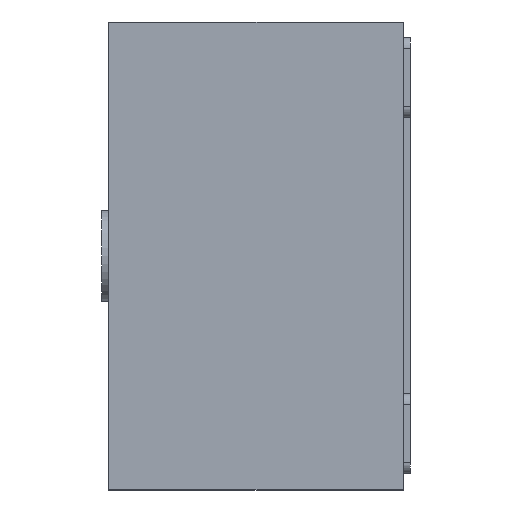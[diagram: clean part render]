
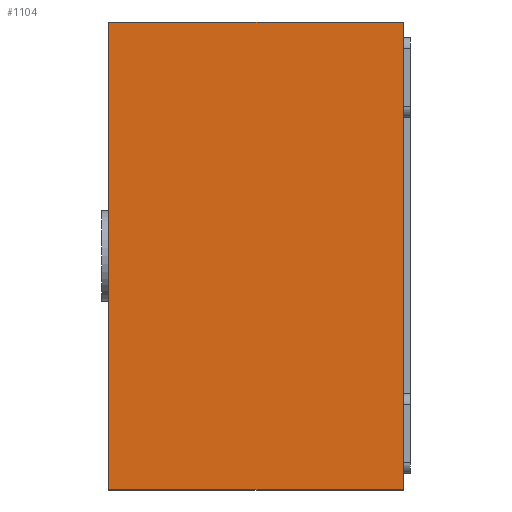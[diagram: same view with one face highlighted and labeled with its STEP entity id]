
A CAD part, left-side view. The second image highlights one B-rep face of the part: STEP entity #1104.
In plain terms, the highlighted planar face has unit normal (-1, 0, 0).
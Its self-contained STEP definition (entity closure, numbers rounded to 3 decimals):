
#167 = EDGE_LOOP ( 'NONE', ( #2096, #225, #256, #741 ) ) ;
#225 = ORIENTED_EDGE ( 'NONE', *, *, #1704, .F. ) ;
#247 = LINE ( 'NONE', #979, #2095 ) ;
#256 = ORIENTED_EDGE ( 'NONE', *, *, #1391, .F. ) ;
#275 = PLANE ( 'NONE',  #1683 ) ;
#310 = CARTESIAN_POINT ( 'NONE',  ( -1.019, 0.405, 0.644 ) ) ;
#355 = VECTOR ( 'NONE', #2243, 1000. ) ;
#368 = CARTESIAN_POINT ( 'NONE',  ( -1.019, -0.405, -0.644 ) ) ;
#473 = CARTESIAN_POINT ( 'NONE',  ( -1.019, -0.405, 0.644 ) ) ;
#700 = CARTESIAN_POINT ( 'NONE',  ( -1.019, -0.405, 0.644 ) ) ;
#719 = CARTESIAN_POINT ( 'NONE',  ( -1.019, 0.405, -0.644 ) ) ;
#741 = ORIENTED_EDGE ( 'NONE', *, *, #1623, .T. ) ;
#832 = FACE_OUTER_BOUND ( 'NONE', #167, .T. ) ;
#880 = DIRECTION ( 'NONE',  ( 0., -1., 0. ) ) ;
#979 = CARTESIAN_POINT ( 'NONE',  ( -1.019, 0.405, 0.644 ) ) ;
#1062 = CARTESIAN_POINT ( 'NONE',  ( -1.019, 0.405, 0.644 ) ) ;
#1104 = ADVANCED_FACE ( 'NONE', ( #832 ), #275, .F. ) ;
#1150 = DIRECTION ( 'NONE',  ( 0., 0., 1. ) ) ;
#1263 = CARTESIAN_POINT ( 'NONE',  ( -1.019, 0.405, -0.644 ) ) ;
#1282 = EDGE_CURVE ( 'NONE', #1310, #1513, #2404, .T. ) ;
#1292 = DIRECTION ( 'NONE',  ( 0., -1., 0. ) ) ;
#1310 = VERTEX_POINT ( 'NONE', #368 ) ;
#1391 = EDGE_CURVE ( 'NONE', #2231, #1622, #247, .T. ) ;
#1513 = VERTEX_POINT ( 'NONE', #473 ) ;
#1527 = VECTOR ( 'NONE', #880, 1000. ) ;
#1622 = VERTEX_POINT ( 'NONE', #1062 ) ;
#1623 = EDGE_CURVE ( 'NONE', #2231, #1310, #1656, .T. ) ;
#1656 = LINE ( 'NONE', #719, #1527 ) ;
#1678 = LINE ( 'NONE', #2434, #1724 ) ;
#1683 = AXIS2_PLACEMENT_3D ( 'NONE', #310, #2372, #2194 ) ;
#1704 = EDGE_CURVE ( 'NONE', #1622, #1513, #1678, .T. ) ;
#1724 = VECTOR ( 'NONE', #1292, 1000. ) ;
#2095 = VECTOR ( 'NONE', #1150, 1000. ) ;
#2096 = ORIENTED_EDGE ( 'NONE', *, *, #1282, .T. ) ;
#2194 = DIRECTION ( 'NONE',  ( 0., 0., -1. ) ) ;
#2231 = VERTEX_POINT ( 'NONE', #1263 ) ;
#2243 = DIRECTION ( 'NONE',  ( 0., 0., 1. ) ) ;
#2372 = DIRECTION ( 'NONE',  ( 1., 0., 0. ) ) ;
#2404 = LINE ( 'NONE', #700, #355 ) ;
#2434 = CARTESIAN_POINT ( 'NONE',  ( -1.019, 0.405, 0.644 ) ) ;
